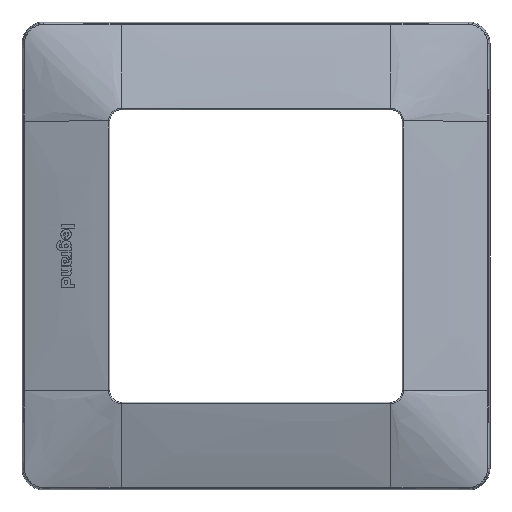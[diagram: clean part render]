
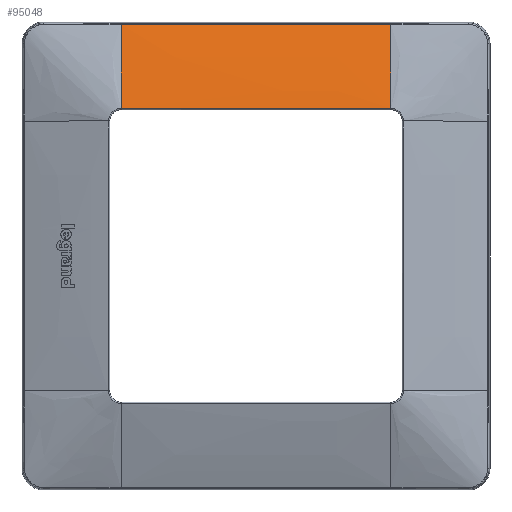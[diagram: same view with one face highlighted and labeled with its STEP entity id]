
A CAD part, top view. The second image highlights one B-rep face of the part: STEP entity #95048.
In plain terms, the highlighted face is a extrusion surface.
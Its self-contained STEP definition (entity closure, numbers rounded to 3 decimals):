
#84140=CARTESIAN_POINT('Vertex',(-24.8,42.55,4.839)) ;
#84399=CARTESIAN_POINT('Vertex',(24.8,42.55,4.839)) ;
#84466=CARTESIAN_POINT('Line Origine',(0.,42.55,4.839)) ;
#94885=CARTESIAN_POINT('Vertex',(-24.8,27.108,9.718)) ;
#94889=CARTESIAN_POINT('Control Point',(-24.8,27.108,9.718)) ;
#94890=CARTESIAN_POINT('Control Point',(-24.8,30.444,8.827)) ;
#94891=CARTESIAN_POINT('Control Point',(-24.8,33.563,7.925)) ;
#94892=CARTESIAN_POINT('Control Point',(-24.8,36.479,6.973)) ;
#94893=CARTESIAN_POINT('Control Point',(-24.8,39.529,5.914)) ;
#94894=CARTESIAN_POINT('Control Point',(-24.8,42.55,4.839)) ;
#94982=CARTESIAN_POINT('Control Point',(24.8,27.108,9.718)) ;
#94983=CARTESIAN_POINT('Control Point',(24.8,30.444,8.827)) ;
#94984=CARTESIAN_POINT('Control Point',(24.8,33.563,7.925)) ;
#94985=CARTESIAN_POINT('Control Point',(24.8,36.479,6.973)) ;
#94986=CARTESIAN_POINT('Control Point',(24.8,39.529,5.914)) ;
#94987=CARTESIAN_POINT('Control Point',(24.8,42.55,4.839)) ;
#94988=CARTESIAN_POINT('Vertex',(24.8,27.108,9.718)) ;
#95028=CARTESIAN_POINT('Control Point',(-24.8,27.108,9.718)) ;
#95029=CARTESIAN_POINT('Control Point',(-24.8,30.444,8.827)) ;
#95030=CARTESIAN_POINT('Control Point',(-24.8,33.563,7.925)) ;
#95031=CARTESIAN_POINT('Control Point',(-24.8,36.479,6.973)) ;
#95032=CARTESIAN_POINT('Control Point',(-24.8,39.529,5.914)) ;
#95033=CARTESIAN_POINT('Control Point',(-24.8,42.55,4.839)) ;
#95037=CARTESIAN_POINT('Line Origine',(0.,27.108,9.718)) ;
#84467=DIRECTION('Vector Direction',(1.,0.,0.)) ;
#95034=DIRECTION('Vector Direction',(1.,0.,0.)) ;
#95038=DIRECTION('Vector Direction',(1.,0.,0.)) ;
#84468=VECTOR('Line Direction',#84467,1.) ;
#95035=VECTOR('Extrusion Surface Vector',#95034,1.) ;
#95039=VECTOR('Line Direction',#95038,1.) ;
#95043=ORIENTED_EDGE('',*,*,#95041,.T.) ;
#95044=ORIENTED_EDGE('',*,*,#94990,.T.) ;
#95045=ORIENTED_EDGE('',*,*,#84470,.F.) ;
#95046=ORIENTED_EDGE('',*,*,#94895,.F.) ;
#95048=ADVANCED_FACE('PartBody',(#95047),#95036,.F.) ;
#94888=B_SPLINE_CURVE_WITH_KNOTS('',5,(#94889,#94890,#94891,#94892,#94893,#94894),.UNSPECIFIED.,.F.,.U.,(6,6),(0.301,16.682),.UNSPECIFIED.) ;
#94981=B_SPLINE_CURVE_WITH_KNOTS('',5,(#94982,#94983,#94984,#94985,#94986,#94987),.UNSPECIFIED.,.F.,.U.,(6,6),(0.301,16.682),.UNSPECIFIED.) ;
#95027=B_SPLINE_CURVE_WITH_KNOTS('',5,(#95028,#95029,#95030,#95031,#95032,#95033),.UNSPECIFIED.,.F.,.U.,(6,6),(0.301,16.682),.UNSPECIFIED.) ;
#84470=EDGE_CURVE('',#84141,#84400,#84469,.T.) ;
#94895=EDGE_CURVE('',#94886,#84141,#94888,.T.) ;
#94990=EDGE_CURVE('',#94989,#84400,#94981,.T.) ;
#95041=EDGE_CURVE('',#94886,#94989,#95040,.T.) ;
#95042=EDGE_LOOP('',(#95043,#95044,#95045,#95046)) ;
#95047=FACE_OUTER_BOUND('',#95042,.T.) ;
#84469=LINE('Line',#84466,#84468) ;
#95040=LINE('Line',#95037,#95039) ;
#95036=SURFACE_OF_LINEAR_EXTRUSION('generated tabulated cylinder',#95027,#95035) ;
#84141=VERTEX_POINT('',#84140) ;
#84400=VERTEX_POINT('',#84399) ;
#94886=VERTEX_POINT('',#94885) ;
#94989=VERTEX_POINT('',#94988) ;
